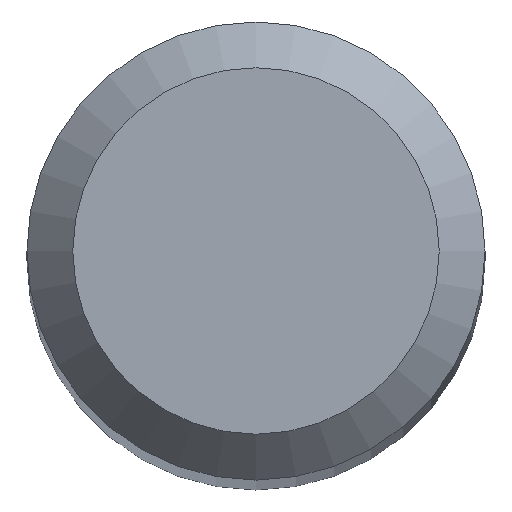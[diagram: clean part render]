
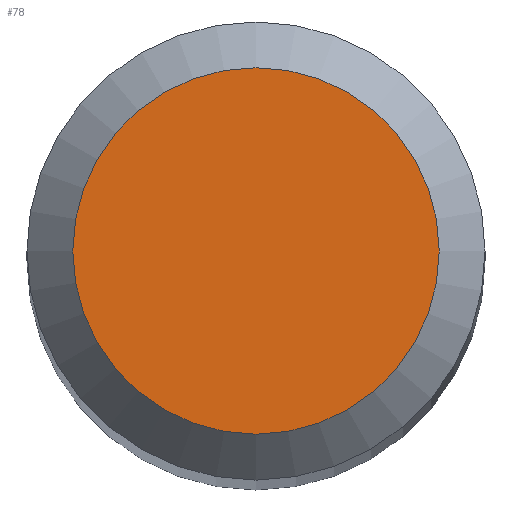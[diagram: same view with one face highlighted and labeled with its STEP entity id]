
A CAD part, top view. The second image highlights one B-rep face of the part: STEP entity #78.
In plain terms, the highlighted planar face has unit normal (0, 0, 1).
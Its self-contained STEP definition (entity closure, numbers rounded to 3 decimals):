
#2 = CIRCLE ( 'NONE', #35, 0.8 ) ;
#35 = AXIS2_PLACEMENT_3D ( 'NONE', #65, #264, #212 ) ;
#46 = DIRECTION ( 'NONE',  ( 0., 0., -1. ) ) ;
#65 = CARTESIAN_POINT ( 'NONE',  ( 0., 0., 32. ) ) ;
#78 = ADVANCED_FACE ( 'NONE', ( #236 ), #106, .F. ) ;
#106 = PLANE ( 'NONE',  #211 ) ;
#141 = EDGE_CURVE ( 'NONE', #196, #196, #2, .T. ) ;
#146 = DIRECTION ( 'NONE',  ( 0., 1., 0. ) ) ;
#155 = ORIENTED_EDGE ( 'NONE', *, *, #141, .F. ) ;
#158 = EDGE_LOOP ( 'NONE', ( #155 ) ) ;
#196 = VERTEX_POINT ( 'NONE', #220 ) ;
#211 = AXIS2_PLACEMENT_3D ( 'NONE', #267, #46, #146 ) ;
#212 = DIRECTION ( 'NONE',  ( 0., 1., 0. ) ) ;
#220 = CARTESIAN_POINT ( 'NONE',  ( 0., 0.8, 32. ) ) ;
#236 = FACE_OUTER_BOUND ( 'NONE', #158, .T. ) ;
#264 = DIRECTION ( 'NONE',  ( 0., 0., -1. ) ) ;
#267 = CARTESIAN_POINT ( 'NONE',  ( 0., 0., 32. ) ) ;
